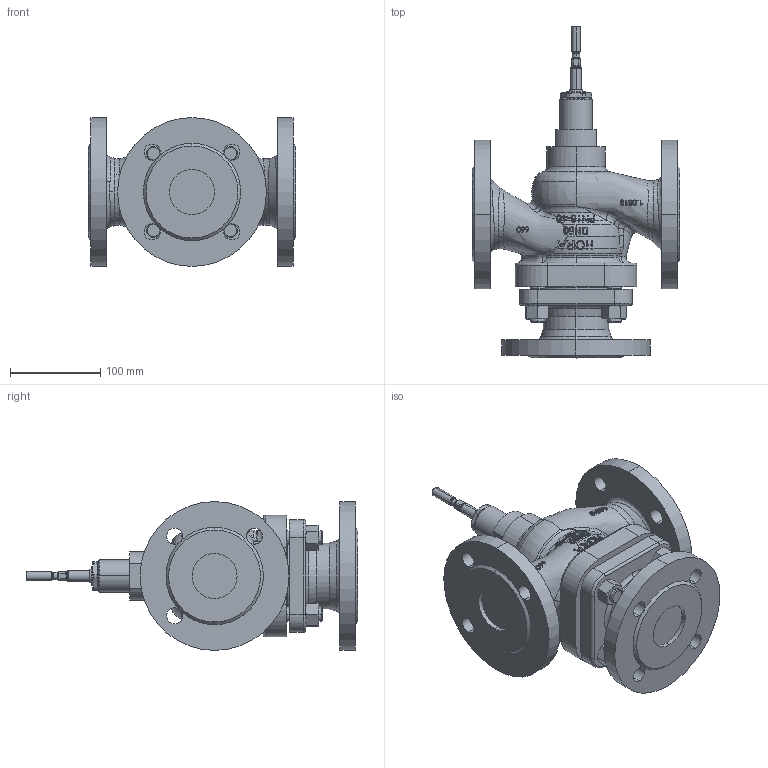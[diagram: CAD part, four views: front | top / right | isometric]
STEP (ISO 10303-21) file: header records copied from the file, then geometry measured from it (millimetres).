
FILE_DESCRIPTION (( 'STEP AP203' ), '1' );
FILE_NAME ('BR340S DN50 XXX PN16-40 for MC_STEP (Defeature).STEP', '2015-03-10T11:20:40', ( 'HORA' ), ( 'Holter Regelamaturen GmbH & Co. KG' ), 'SwSTEP 2.0', 'SolidWorks 2014', '' );
FILE_SCHEMA (( 'CONFIG_CONTROL_DESIGN' ));
Products named in the file (1): BR340S DN50 XXX PN16-40 for MC_STEP (Defeature)
Bounding box: 230 x 368 x 165.1 mm (x, y, z)
Volume: 3417697.4 mm3; surface area: 292047.1 mm2
Topology: 1 solids, 1 shells, 758 faces, 2013 edges, 1295 vertices
Faces by surface type: bspline 241, plane 203, cylinder 113, torus 108, cone 91, sphere 2
Entity records: 188246 total; most frequent: CARTESIAN_POINT 171381, ORIENTED_EDGE 4012, DIRECTION 2754, EDGE_CURVE 2006, VERTEX_POINT 1292, AXIS2_PLACEMENT_3D 1133, B_SPLINE_CURVE_WITH_KNOTS 885, EDGE_LOOP 830
